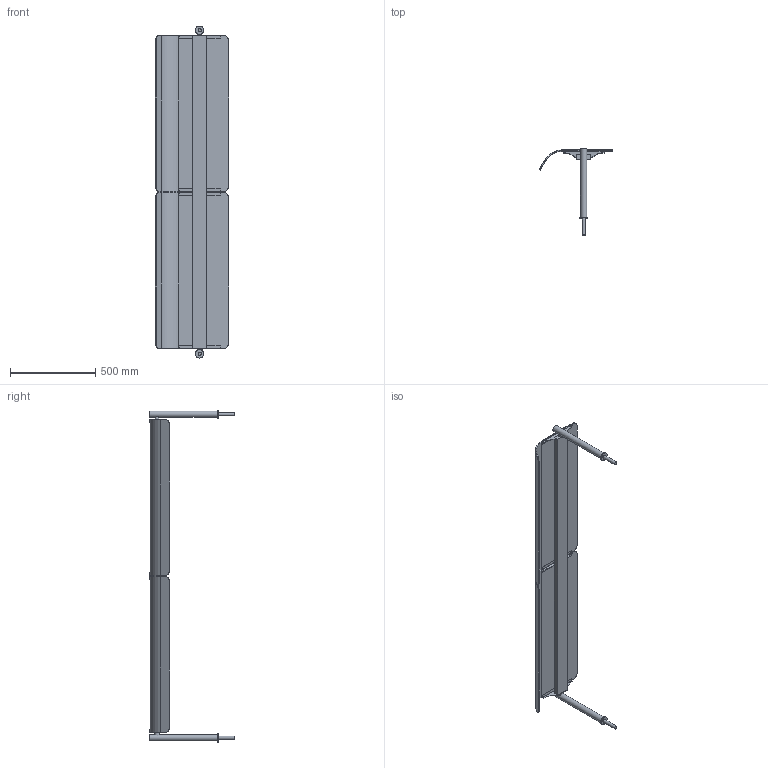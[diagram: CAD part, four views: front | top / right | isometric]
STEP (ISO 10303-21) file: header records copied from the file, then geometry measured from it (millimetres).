
FILE_DESCRIPTION(/* description */ ('Hustenschutz mit Beleuchtung'),/* implementation_level */ '2;1');
FILE_NAME(/* name */ '3D-AKE-00007292.stp',/* time_stamp */ '2022-04-27T08:22:11+02:00',/* author */ ('markus.syen'),/* organization */ (''),/* preprocessor_version */ 'ST-DEVELOPER v18',/* originating_system */ 'Autodesk Inventor 2020',/* authorisation */ '');
FILE_SCHEMA (('AUTOMOTIVE_DESIGN { 1 0 10303 214 3 1 1 }'));
Length unit declared in the file: millimetre
Products named in the file (1): 3D-AKE-00007292
Bounding box: 430 x 504 x 1950 mm (x, y, z)
Volume: 10732416.9 mm3; surface area: 2441318.5 mm2
Topology: 10 solids, 10 shells, 109 faces, 267 edges, 182 vertices
Faces by surface type: plane 81, cylinder 28
Full cylindrical faces by diameter (mm): 19 x2, 28 x2, 38 x2, 50 x2
Entity records: 3312 total; most frequent: CARTESIAN_POINT 609, DIRECTION 553, ORIENTED_EDGE 534, EDGE_CURVE 267, LINE 197, VECTOR 197, VERTEX_POINT 182, AXIS2_PLACEMENT_3D 178
